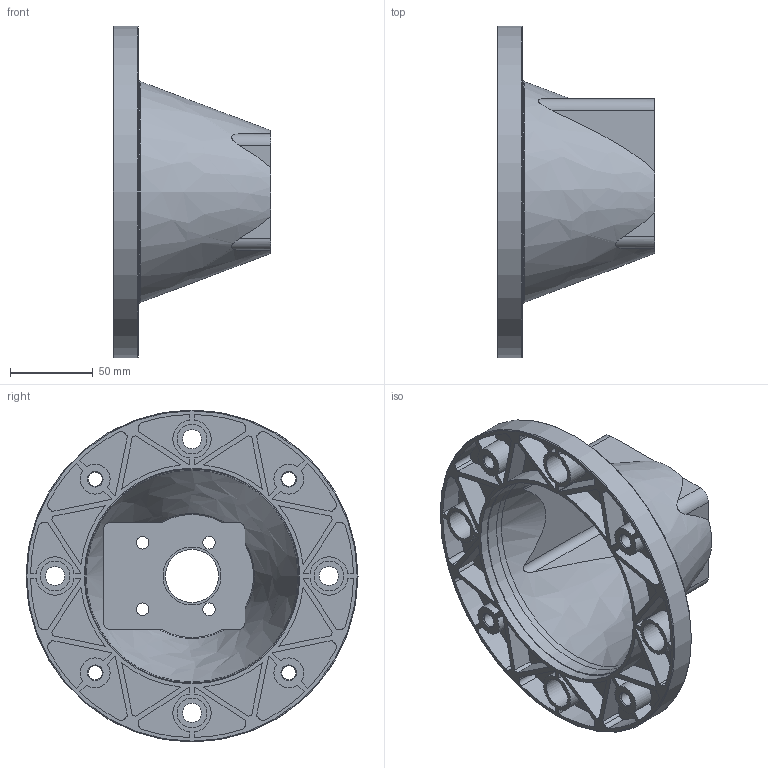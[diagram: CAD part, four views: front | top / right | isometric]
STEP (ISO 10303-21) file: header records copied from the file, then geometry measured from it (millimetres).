
FILE_DESCRIPTION(('STEP AP203'),'2;1');
FILE_NAME('LBS20.stp','2005-07-21T17:19:53',(''),(''),'9.0.0','THINKDESIGN','');
FILE_SCHEMA(('CONFIG_CONTROL_DESIGN'));
Length unit declared in the file: millimetre
Bounding box: 95 x 200 x 200 mm (x, y, z)
Volume: 226274.8 mm3; surface area: 155900.3 mm2
Topology: 1 solids, 1 shells, 254 faces, 702 edges, 482 vertices
Faces by surface type: cylinder 129, plane 112, bspline 13
Full cylindrical faces by diameter (mm): 7.5 x4, 8.5 x4, 11.5 x4, 18 x4, 32 x1, 35 x1, 129 x1, 130 x1, 134 x1, 200 x1
Entity records: 9408 total; most frequent: CARTESIAN_POINT 2507, DIRECTION 1472, ORIENTED_EDGE 1404, EDGE_CURVE 702, AXIS2_PLACEMENT_3D 559, VERTEX_POINT 482, VECTOR 354, LINE 354
